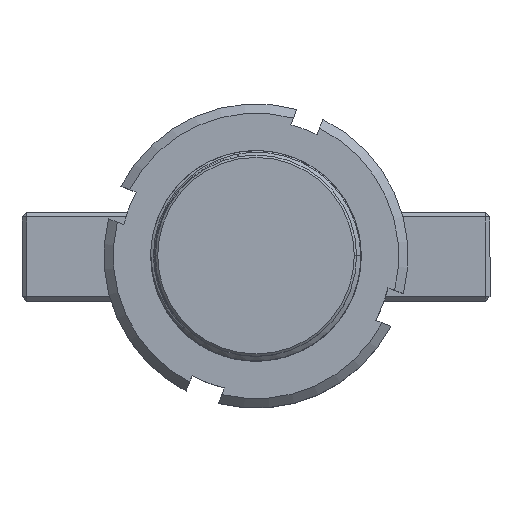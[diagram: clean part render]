
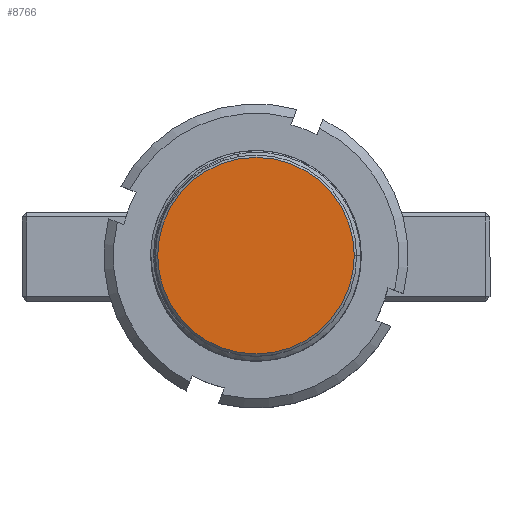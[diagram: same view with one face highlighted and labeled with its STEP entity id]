
A CAD part, top view. The second image highlights one B-rep face of the part: STEP entity #8766.
In plain terms, the highlighted planar face has unit normal (0, 0, 1).
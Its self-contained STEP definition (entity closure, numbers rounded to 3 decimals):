
#133 = PLANE ( 'NONE',  #10158 ) ;
#231 = EDGE_CURVE ( 'NONE', #8118, #6561, #3733, .T. ) ;
#746 = ORIENTED_EDGE ( 'NONE', *, *, #231, .T. ) ;
#1243 = DIRECTION ( 'NONE',  ( 0., 0., 1. ) ) ;
#1325 = CARTESIAN_POINT ( 'NONE',  ( 0., 0., 18. ) ) ;
#1763 = AXIS2_PLACEMENT_3D ( 'NONE', #1325, #8168, #2314 ) ;
#2185 = AXIS2_PLACEMENT_3D ( 'NONE', #4607, #11432, #5591 ) ;
#2314 = DIRECTION ( 'NONE',  ( 1., 0., 0. ) ) ;
#2670 = ORIENTED_EDGE ( 'NONE', *, *, #5792, .T. ) ;
#3223 = EDGE_LOOP ( 'NONE', ( #746, #2670 ) ) ;
#3733 = CIRCLE ( 'NONE', #1763, 21. ) ;
#3926 = CARTESIAN_POINT ( 'NONE',  ( 21., 0., 18. ) ) ;
#4607 = CARTESIAN_POINT ( 'NONE',  ( 0., 0., 18. ) ) ;
#4903 = CIRCLE ( 'NONE', #2185, 21. ) ;
#5591 = DIRECTION ( 'NONE',  ( 1., 0., 0. ) ) ;
#5792 = EDGE_CURVE ( 'NONE', #6561, #8118, #4903, .T. ) ;
#6561 = VERTEX_POINT ( 'NONE', #3926 ) ;
#6562 = CARTESIAN_POINT ( 'NONE',  ( -21., 0., 18. ) ) ;
#8075 = DIRECTION ( 'NONE',  ( 1., 0., 0. ) ) ;
#8118 = VERTEX_POINT ( 'NONE', #6562 ) ;
#8168 = DIRECTION ( 'NONE',  ( 0., 0., 1. ) ) ;
#8766 = ADVANCED_FACE ( 'NONE', ( #10067 ), #133, .T. ) ;
#10067 = FACE_OUTER_BOUND ( 'NONE', #3223, .T. ) ;
#10158 = AXIS2_PLACEMENT_3D ( 'NONE', #11792, #1243, #8075 ) ;
#11432 = DIRECTION ( 'NONE',  ( 0., 0., 1. ) ) ;
#11792 = CARTESIAN_POINT ( 'NONE',  ( 0., 0., 18. ) ) ;
